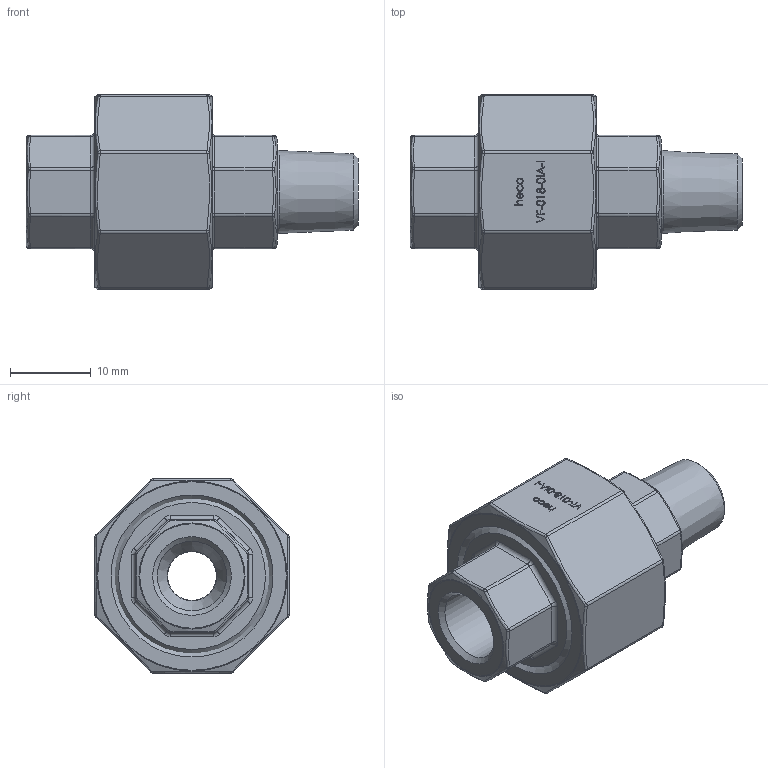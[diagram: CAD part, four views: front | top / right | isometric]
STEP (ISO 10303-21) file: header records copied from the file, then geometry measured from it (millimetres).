
FILE_DESCRIPTION (( 'STEP AP214' ), '1' );
FILE_NAME ('VF-018-0IA-I Verschraubung flach 2201.STEP', '2022-01-26T12:44:41', ( '' ), ( '' ), 'SwSTEP 2.0', 'SolidWorks 2019', '' );
FILE_SCHEMA (( 'AUTOMOTIVE_DESIGN' ));
Length unit declared in the file: millimetre
Products named in the file (1): VF-018-0IA-I Verschraubung flach 2201
Bounding box: 41 x 24 x 24 mm (x, y, z)
Volume: 8304.5 mm3; surface area: 6481.2 mm2
Topology: 4 solids, 4 shells, 382 faces, 925 edges, 579 vertices
Faces by surface type: bspline 158, plane 135, cylinder 51, torus 26, cone 12
Full cylindrical faces by diameter (mm): 6 x1, 8.566 x1, 10.5 x1, 11 x2, 15.5 x1, 15.7 x1, 18 x2, 18.38 x1, 20 x1
Entity records: 20200 total; most frequent: CARTESIAN_POINT 8344, ORIENTED_EDGE 1740, DIRECTION 1175, EDGE_CURVE 870, VERTEX_POINT 565, EDGE_LOOP 459, AXIS2_PLACEMENT_3D 412, FACE_OUTER_BOUND 411
